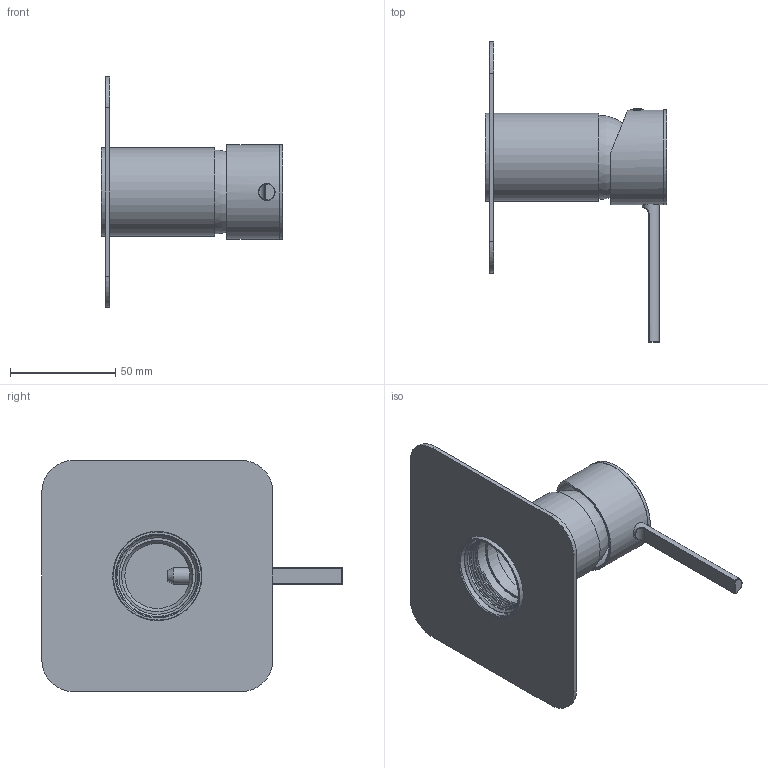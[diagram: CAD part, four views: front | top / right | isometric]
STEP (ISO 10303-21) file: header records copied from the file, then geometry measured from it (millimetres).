
FILE_DESCRIPTION (( 'STEP AP203' ), '1' );
FILE_NAME ('84DP11547.STEP', '2025-10-03T05:45:18', ( '' ), ( '' ), 'SwSTEP 2.0', 'SolidWorks 2021', '' );
FILE_SCHEMA (( 'CONFIG_CONTROL_DESIGN' ));
Length unit declared in the file: millimetre
Products named in the file (1): 84DP11547
Bounding box: 86.2 x 143 x 110 mm (x, y, z)
Volume: 46786.1 mm3; surface area: 52743.4 mm2
Topology: 7 solids, 7 shells, 100 faces, 228 edges, 147 vertices
Faces by surface type: cylinder 39, plane 32, bspline 13, torus 8, cone 5, sphere 3
Full cylindrical faces by diameter (mm): 5.5 x1, 7.9 x1, 8 x1, 31 x1, 34 x1, 35.8 x1, 36.5 x5, 37 x1, 39 x2, 42 x1, 42.5 x1, 42.6 x1, 45 x1, 45.2 x1
Entity records: 5149 total; most frequent: CARTESIAN_POINT 3178, DIRECTION 376, ORIENTED_EDGE 364, EDGE_CURVE 182, AXIS2_PLACEMENT_3D 164, EDGE_LOOP 136, VERTEX_POINT 130, FACE_OUTER_BOUND 112
